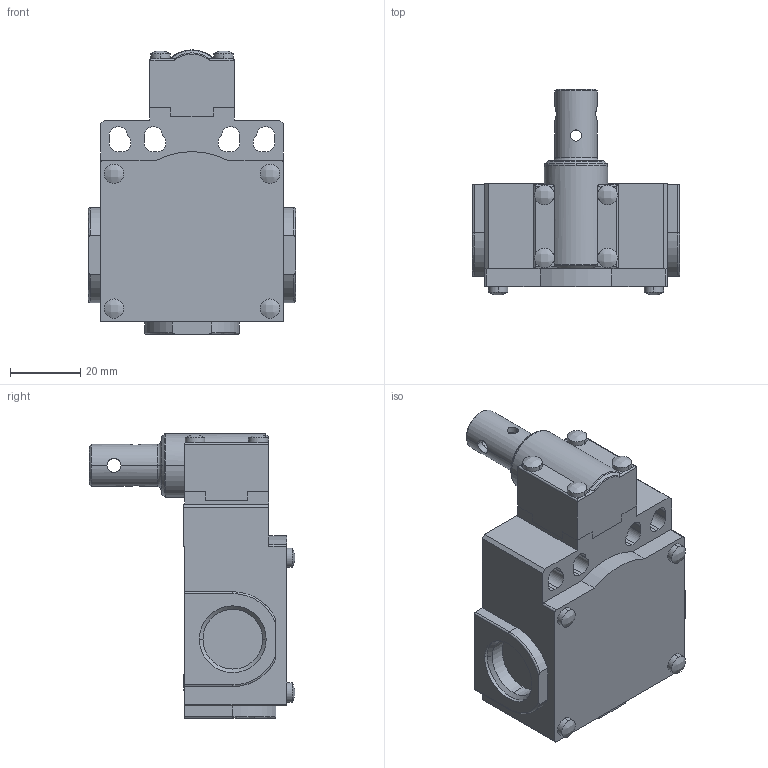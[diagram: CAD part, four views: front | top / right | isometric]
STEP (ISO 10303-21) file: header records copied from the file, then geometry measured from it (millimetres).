
FILE_DESCRIPTION (( 'STEP AP214' ), '1' );
FILE_NAME ('SDM2K72X11.step', '2017-12-19T21:45:14', ( '' ), ( '' ), 'SwSTEP 2.0', 'SolidWorks 2017', '' );
FILE_SCHEMA (( 'AUTOMOTIVE_DESIGN' ));
Length unit declared in the file: inch
Products named in the file (1): SDM2K72X11
Bounding box: 59 x 58.45 x 81 mm (x, y, z)
Volume: 96745.4 mm3; surface area: 21858.2 mm2
Topology: 3 solids, 3 shells, 230 faces, 607 edges, 390 vertices
Faces by surface type: plane 99, cylinder 93, bspline 21, cone 15, torus 2
Entity records: 7905 total; most frequent: CARTESIAN_POINT 2127, ORIENTED_EDGE 1210, DIRECTION 1194, EDGE_CURVE 605, AXIS2_PLACEMENT_3D 429, VERTEX_POINT 390, LINE 336, VECTOR 336
